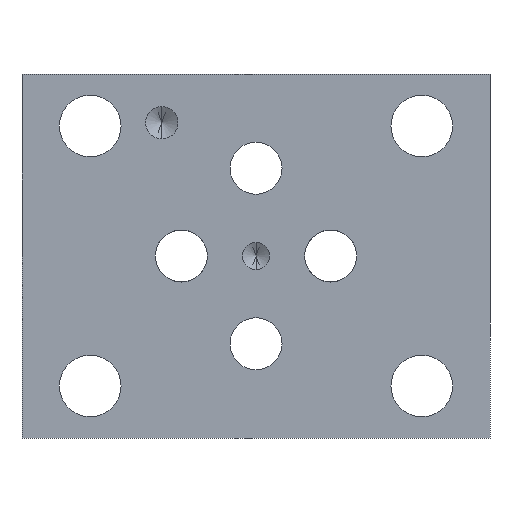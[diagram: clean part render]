
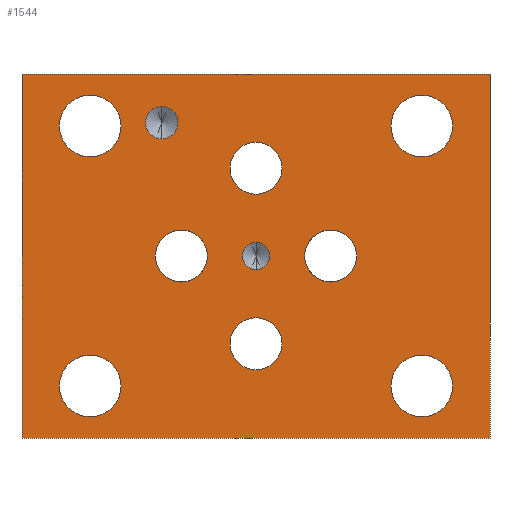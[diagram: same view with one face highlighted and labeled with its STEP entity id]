
A CAD part, front view. The second image highlights one B-rep face of the part: STEP entity #1544.
In plain terms, the highlighted planar face has unit normal (0, -1, 0).
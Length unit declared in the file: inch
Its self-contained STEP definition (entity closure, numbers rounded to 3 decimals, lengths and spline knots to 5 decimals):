
#5=DIRECTION('',(1.,0.,0.));
#6=VECTOR('',#5,2.25);
#7=CARTESIAN_POINT('',(0.,-0.938,0.));
#8=LINE('',#7,#6);
#135=DIRECTION('',(0.,0.,1.));
#136=VECTOR('',#135,1.75);
#137=CARTESIAN_POINT('',(2.25,-0.938,0.));
#138=LINE('',#137,#136);
#149=DIRECTION('',(0.,0.,1.));
#150=VECTOR('',#149,1.75);
#151=CARTESIAN_POINT('',(0.,-0.938,0.));
#152=LINE('',#151,#150);
#153=CARTESIAN_POINT('',(1.125,-0.938,0.875));
#154=DIRECTION('',(0.,1.,0.));
#155=DIRECTION('',(0.,0.,-1.));
#156=AXIS2_PLACEMENT_3D('',#153,#154,#155);
#158=CARTESIAN_POINT('',(1.125,-0.938,0.875));
#159=DIRECTION('',(0.,1.,0.));
#160=DIRECTION('',(0.,0.,1.));
#161=AXIS2_PLACEMENT_3D('',#158,#159,#160);
#163=CARTESIAN_POINT('',(0.672,-0.938,
1.516));
#164=DIRECTION('',(0.,1.,0.));
#165=DIRECTION('',(0.,0.,-1.));
#166=AXIS2_PLACEMENT_3D('',#163,#164,#165);
#168=CARTESIAN_POINT('',(0.672,-0.938,
1.516));
#169=DIRECTION('',(0.,1.,0.));
#170=DIRECTION('',(0.,0.,1.));
#171=AXIS2_PLACEMENT_3D('',#168,#169,#170);
#173=CARTESIAN_POINT('',(0.328,-0.938,0.25));
#174=DIRECTION('',(0.,-1.,0.));
#175=DIRECTION('',(-1.,0.,0.));
#176=AXIS2_PLACEMENT_3D('',#173,#174,#175);
#178=CARTESIAN_POINT('',(0.328,-0.938,0.25));
#179=DIRECTION('',(0.,-1.,0.));
#180=DIRECTION('',(1.,0.,0.));
#181=AXIS2_PLACEMENT_3D('',#178,#179,#180);
#183=CARTESIAN_POINT('',(1.922,-0.938,0.25));
#184=DIRECTION('',(0.,-1.,0.));
#185=DIRECTION('',(-1.,0.,0.));
#186=AXIS2_PLACEMENT_3D('',#183,#184,#185);
#188=CARTESIAN_POINT('',(1.922,-0.938,0.25));
#189=DIRECTION('',(0.,-1.,0.));
#190=DIRECTION('',(1.,0.,0.));
#191=AXIS2_PLACEMENT_3D('',#188,#189,#190);
#193=CARTESIAN_POINT('',(1.922,-0.938,1.5));
#194=DIRECTION('',(0.,-1.,0.));
#195=DIRECTION('',(-1.,0.,0.));
#196=AXIS2_PLACEMENT_3D('',#193,#194,#195);
#198=CARTESIAN_POINT('',(1.922,-0.938,1.5));
#199=DIRECTION('',(0.,-1.,0.));
#200=DIRECTION('',(1.,0.,0.));
#201=AXIS2_PLACEMENT_3D('',#198,#199,#200);
#203=CARTESIAN_POINT('',(0.328,-0.938,1.5));
#204=DIRECTION('',(0.,-1.,0.));
#205=DIRECTION('',(-1.,0.,0.));
#206=AXIS2_PLACEMENT_3D('',#203,#204,#205);
#208=CARTESIAN_POINT('',(0.328,-0.938,1.5));
#209=DIRECTION('',(0.,-1.,0.));
#210=DIRECTION('',(1.,0.,0.));
#211=AXIS2_PLACEMENT_3D('',#208,#209,#210);
#213=CARTESIAN_POINT('',(1.125,-0.938,1.297));
#214=DIRECTION('',(0.,-1.,0.));
#215=DIRECTION('',(-1.,0.,0.));
#216=AXIS2_PLACEMENT_3D('',#213,#214,#215);
#218=CARTESIAN_POINT('',(1.125,-0.938,1.297));
#219=DIRECTION('',(0.,-1.,0.));
#220=DIRECTION('',(1.,0.,0.));
#221=AXIS2_PLACEMENT_3D('',#218,#219,#220);
#223=CARTESIAN_POINT('',(1.484,-0.938,0.875));
#224=DIRECTION('',(0.,-1.,0.));
#225=DIRECTION('',(-1.,0.,0.));
#226=AXIS2_PLACEMENT_3D('',#223,#224,#225);
#228=CARTESIAN_POINT('',(1.484,-0.938,0.875));
#229=DIRECTION('',(0.,-1.,0.));
#230=DIRECTION('',(1.,0.,0.));
#231=AXIS2_PLACEMENT_3D('',#228,#229,#230);
#233=CARTESIAN_POINT('',(0.766,-0.938,0.875));
#234=DIRECTION('',(0.,-1.,0.));
#235=DIRECTION('',(-1.,0.,0.));
#236=AXIS2_PLACEMENT_3D('',#233,#234,#235);
#238=CARTESIAN_POINT('',(0.766,-0.938,0.875));
#239=DIRECTION('',(0.,-1.,0.));
#240=DIRECTION('',(1.,0.,0.));
#241=AXIS2_PLACEMENT_3D('',#238,#239,#240);
#243=CARTESIAN_POINT('',(1.125,-0.938,0.453));
#244=DIRECTION('',(0.,-1.,0.));
#245=DIRECTION('',(-1.,0.,0.));
#246=AXIS2_PLACEMENT_3D('',#243,#244,#245);
#248=CARTESIAN_POINT('',(1.125,-0.938,0.453));
#249=DIRECTION('',(0.,-1.,0.));
#250=DIRECTION('',(1.,0.,0.));
#251=AXIS2_PLACEMENT_3D('',#248,#249,#250);
#265=DIRECTION('',(1.,0.,0.));
#266=VECTOR('',#265,2.25);
#267=CARTESIAN_POINT('',(0.,-0.938,1.75));
#268=LINE('',#267,#266);
#1146=CARTESIAN_POINT('',(0.,-0.938,0.));
#1148=VERTEX_POINT('',#1146);
#1149=CARTESIAN_POINT('',(2.25,-0.938,0.));
#1150=VERTEX_POINT('',#1149);
#1154=CARTESIAN_POINT('',(0.,-0.938,1.75));
#1156=VERTEX_POINT('',#1154);
#1157=CARTESIAN_POINT('',(2.25,-0.938,1.75));
#1158=VERTEX_POINT('',#1157);
#1167=CARTESIAN_POINT('',(1.125,-0.938,0.81));
#1168=CARTESIAN_POINT('',(1.125,-0.938,0.94));
#1169=VERTEX_POINT('',#1167);
#1170=VERTEX_POINT('',#1168);
#1177=CARTESIAN_POINT('',(0.672,-0.938,
1.438));
#1178=CARTESIAN_POINT('',(0.672,-0.938,
1.594));
#1179=VERTEX_POINT('',#1177);
#1180=VERTEX_POINT('',#1178);
#1249=CARTESIAN_POINT('',(0.18,-0.938,0.25));
#1250=CARTESIAN_POINT('',(0.476,-0.938,0.25));
#1251=VERTEX_POINT('',#1249);
#1252=VERTEX_POINT('',#1250);
#1257=CARTESIAN_POINT('',(1.774,-0.938,0.25));
#1258=CARTESIAN_POINT('',(2.07,-0.938,0.25));
#1259=VERTEX_POINT('',#1257);
#1260=VERTEX_POINT('',#1258);
#1265=CARTESIAN_POINT('',(1.774,-0.938,1.5));
#1266=CARTESIAN_POINT('',(2.07,-0.938,1.5));
#1267=VERTEX_POINT('',#1265);
#1268=VERTEX_POINT('',#1266);
#1273=CARTESIAN_POINT('',(0.18,-0.938,1.5));
#1274=CARTESIAN_POINT('',(0.476,-0.938,1.5));
#1275=VERTEX_POINT('',#1273);
#1276=VERTEX_POINT('',#1274);
#1301=CARTESIAN_POINT('',(1.,-0.938,1.297));
#1302=CARTESIAN_POINT('',(1.25,-0.938,1.297));
#1303=VERTEX_POINT('',#1301);
#1304=VERTEX_POINT('',#1302);
#1309=CARTESIAN_POINT('',(1.359,-0.938,0.875));
#1310=CARTESIAN_POINT('',(1.609,-0.938,0.875));
#1311=VERTEX_POINT('',#1309);
#1312=VERTEX_POINT('',#1310);
#1321=CARTESIAN_POINT('',(0.641,-0.938,0.875));
#1322=CARTESIAN_POINT('',(0.891,-0.938,0.875));
#1323=VERTEX_POINT('',#1321);
#1324=VERTEX_POINT('',#1322);
#1333=CARTESIAN_POINT('',(1.,-0.938,0.453));
#1334=CARTESIAN_POINT('',(1.25,-0.938,0.453));
#1335=VERTEX_POINT('',#1333);
#1336=VERTEX_POINT('',#1334);
#1472=CARTESIAN_POINT('',(0.,-0.938,0.));
#1473=DIRECTION('',(0.,-1.,0.));
#1474=DIRECTION('',(1.,0.,0.));
#1475=AXIS2_PLACEMENT_3D('',#1472,#1473,#1474);
#1476=PLANE('',#1475);
#1477=ORIENTED_EDGE('',*,*,#1348,.F.);
#1478=ORIENTED_EDGE('',*,*,#1367,.T.);
#1480=ORIENTED_EDGE('',*,*,#1479,.T.);
#1481=ORIENTED_EDGE('',*,*,#1458,.F.);
#1482=EDGE_LOOP('',(#1477,#1478,#1480,#1481));
#1483=FACE_OUTER_BOUND('',#1482,.F.);
#1485=ORIENTED_EDGE('',*,*,#1484,.F.);
#1487=ORIENTED_EDGE('',*,*,#1486,.F.);
#1488=EDGE_LOOP('',(#1485,#1487));
#1489=FACE_BOUND('',#1488,.F.);
#1491=ORIENTED_EDGE('',*,*,#1490,.F.);
#1493=ORIENTED_EDGE('',*,*,#1492,.F.);
#1494=EDGE_LOOP('',(#1491,#1493));
#1495=FACE_BOUND('',#1494,.F.);
#1497=ORIENTED_EDGE('',*,*,#1496,.T.);
#1499=ORIENTED_EDGE('',*,*,#1498,.T.);
#1500=EDGE_LOOP('',(#1497,#1499));
#1501=FACE_BOUND('',#1500,.F.);
#1503=ORIENTED_EDGE('',*,*,#1502,.T.);
#1505=ORIENTED_EDGE('',*,*,#1504,.T.);
#1506=EDGE_LOOP('',(#1503,#1505));
#1507=FACE_BOUND('',#1506,.F.);
#1509=ORIENTED_EDGE('',*,*,#1508,.T.);
#1511=ORIENTED_EDGE('',*,*,#1510,.T.);
#1512=EDGE_LOOP('',(#1509,#1511));
#1513=FACE_BOUND('',#1512,.F.);
#1515=ORIENTED_EDGE('',*,*,#1514,.T.);
#1517=ORIENTED_EDGE('',*,*,#1516,.T.);
#1518=EDGE_LOOP('',(#1515,#1517));
#1519=FACE_BOUND('',#1518,.F.);
#1521=ORIENTED_EDGE('',*,*,#1520,.T.);
#1523=ORIENTED_EDGE('',*,*,#1522,.T.);
#1524=EDGE_LOOP('',(#1521,#1523));
#1525=FACE_BOUND('',#1524,.F.);
#1527=ORIENTED_EDGE('',*,*,#1526,.T.);
#1529=ORIENTED_EDGE('',*,*,#1528,.T.);
#1530=EDGE_LOOP('',(#1527,#1529));
#1531=FACE_BOUND('',#1530,.F.);
#1533=ORIENTED_EDGE('',*,*,#1532,.T.);
#1535=ORIENTED_EDGE('',*,*,#1534,.T.);
#1536=EDGE_LOOP('',(#1533,#1535));
#1537=FACE_BOUND('',#1536,.F.);
#1539=ORIENTED_EDGE('',*,*,#1538,.T.);
#1541=ORIENTED_EDGE('',*,*,#1540,.T.);
#1542=EDGE_LOOP('',(#1539,#1541));
#1543=FACE_BOUND('',#1542,.F.);
#1544=ADVANCED_FACE('',(#1483,#1489,#1495,#1501,#1507,#1513,#1519,#1525,#1531,
#1537,#1543),#1476,.T.);
#157=CIRCLE('',#156,0.065);
#162=CIRCLE('',#161,0.065);
#167=CIRCLE('',#166,0.078);
#172=CIRCLE('',#171,0.078);
#177=CIRCLE('',#176,0.148);
#182=CIRCLE('',#181,0.148);
#187=CIRCLE('',#186,0.148);
#192=CIRCLE('',#191,0.148);
#197=CIRCLE('',#196,0.148);
#202=CIRCLE('',#201,0.148);
#207=CIRCLE('',#206,0.148);
#212=CIRCLE('',#211,0.148);
#217=CIRCLE('',#216,0.125);
#222=CIRCLE('',#221,0.125);
#227=CIRCLE('',#226,0.125);
#232=CIRCLE('',#231,0.125);
#237=CIRCLE('',#236,0.125);
#242=CIRCLE('',#241,0.125);
#247=CIRCLE('',#246,0.125);
#252=CIRCLE('',#251,0.125);
#1348=EDGE_CURVE('',#1148,#1150,#8,.T.);
#1367=EDGE_CURVE('',#1148,#1156,#152,.T.);
#1458=EDGE_CURVE('',#1150,#1158,#138,.T.);
#1479=EDGE_CURVE('',#1156,#1158,#268,.T.);
#1484=EDGE_CURVE('',#1169,#1170,#157,.T.);
#1486=EDGE_CURVE('',#1170,#1169,#162,.T.);
#1490=EDGE_CURVE('',#1179,#1180,#167,.T.);
#1492=EDGE_CURVE('',#1180,#1179,#172,.T.);
#1496=EDGE_CURVE('',#1251,#1252,#177,.T.);
#1498=EDGE_CURVE('',#1252,#1251,#182,.T.);
#1502=EDGE_CURVE('',#1259,#1260,#187,.T.);
#1504=EDGE_CURVE('',#1260,#1259,#192,.T.);
#1508=EDGE_CURVE('',#1267,#1268,#197,.T.);
#1510=EDGE_CURVE('',#1268,#1267,#202,.T.);
#1514=EDGE_CURVE('',#1275,#1276,#207,.T.);
#1516=EDGE_CURVE('',#1276,#1275,#212,.T.);
#1520=EDGE_CURVE('',#1303,#1304,#217,.T.);
#1522=EDGE_CURVE('',#1304,#1303,#222,.T.);
#1526=EDGE_CURVE('',#1311,#1312,#227,.T.);
#1528=EDGE_CURVE('',#1312,#1311,#232,.T.);
#1532=EDGE_CURVE('',#1323,#1324,#237,.T.);
#1534=EDGE_CURVE('',#1324,#1323,#242,.T.);
#1538=EDGE_CURVE('',#1335,#1336,#247,.T.);
#1540=EDGE_CURVE('',#1336,#1335,#252,.T.);
